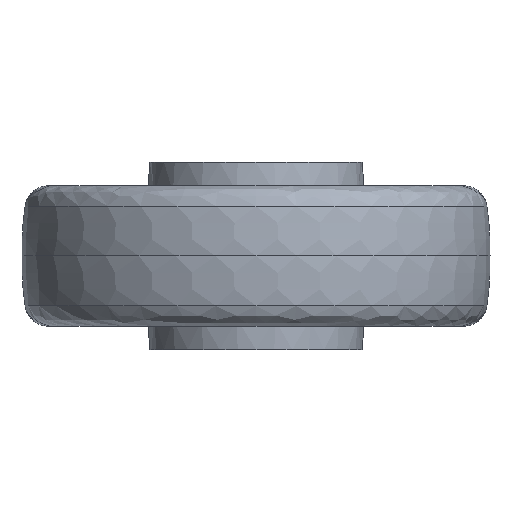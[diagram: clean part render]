
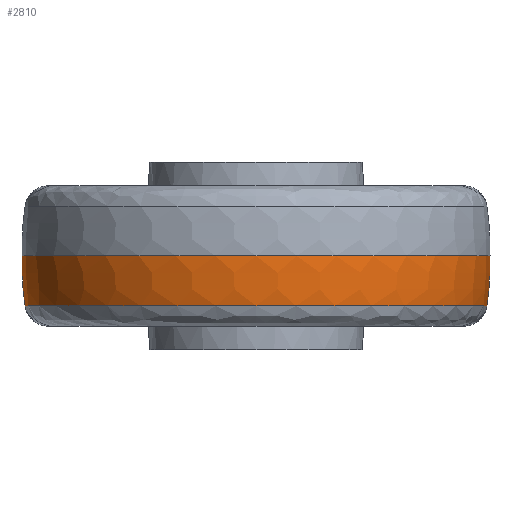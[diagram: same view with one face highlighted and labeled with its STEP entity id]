
A CAD part, front view. The second image highlights one B-rep face of the part: STEP entity #2810.
In plain terms, the highlighted toroidal (fillet/blend) face has major radius 24.98 mm and minor radius 100 mm.
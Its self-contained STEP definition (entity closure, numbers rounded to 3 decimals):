
#80 = AXIS2_PLACEMENT_3D ( 'NONE', #4166, #3817, #3754 ) ;
#133 = CIRCLE ( 'NONE', #1840, 75. ) ;
#292 = DIRECTION ( 'NONE',  ( 0., 0., 1. ) ) ;
#391 = CIRCLE ( 'NONE', #762, 100. ) ;
#438 = CARTESIAN_POINT ( 'NONE',  ( 75., 0., 0. ) ) ;
#545 = AXIS2_PLACEMENT_3D ( 'NONE', #1370, #1667, #1692 ) ;
#642 = CARTESIAN_POINT ( 'NONE',  ( 0., 0., 0. ) ) ;
#690 = CIRCLE ( 'NONE', #545, 74.038 ) ;
#712 = EDGE_CURVE ( 'NONE', #1015, #3621, #690, .T. ) ;
#762 = AXIS2_PLACEMENT_3D ( 'NONE', #2197, #2609, #1191 ) ;
#811 = AXIS2_PLACEMENT_3D ( 'NONE', #1726, #3178, #4611 ) ;
#1015 = VERTEX_POINT ( 'NONE', #2758 ) ;
#1191 = DIRECTION ( 'NONE',  ( 0., 0., -1. ) ) ;
#1198 = EDGE_CURVE ( 'NONE', #3621, #1905, #391, .T. ) ;
#1269 = CARTESIAN_POINT ( 'NONE',  ( -75., 0., 0. ) ) ;
#1281 = EDGE_LOOP ( 'NONE', ( #1665, #2367, #3864, #3464 ) ) ;
#1314 = CIRCLE ( 'NONE', #811, 100. ) ;
#1370 = CARTESIAN_POINT ( 'NONE',  ( 0., 0., -16.007 ) ) ;
#1493 = TOROIDAL_SURFACE ( 'NONE', #80, -24.98, 100. ) ;
#1665 = ORIENTED_EDGE ( 'NONE', *, *, #4241, .F. ) ;
#1667 = DIRECTION ( 'NONE',  ( 0., 0., 1. ) ) ;
#1692 = DIRECTION ( 'NONE',  ( 1., 0., 0. ) ) ;
#1726 = CARTESIAN_POINT ( 'NONE',  ( 24.98, 0., -2.024 ) ) ;
#1840 = AXIS2_PLACEMENT_3D ( 'NONE', #642, #292, #3111 ) ;
#1905 = VERTEX_POINT ( 'NONE', #438 ) ;
#2197 = CARTESIAN_POINT ( 'NONE',  ( -24.98, 0., -2.024 ) ) ;
#2367 = ORIENTED_EDGE ( 'NONE', *, *, #712, .T. ) ;
#2417 = CARTESIAN_POINT ( 'NONE',  ( 74.038, 0., -16.007 ) ) ;
#2609 = DIRECTION ( 'NONE',  ( 0., -1., 0. ) ) ;
#2758 = CARTESIAN_POINT ( 'NONE',  ( -74.038, 0., -16.007 ) ) ;
#2810 = ADVANCED_FACE ( 'NONE', ( #3684 ), #1493, .T. ) ;
#3111 = DIRECTION ( 'NONE',  ( 1., 0., 0. ) ) ;
#3178 = DIRECTION ( 'NONE',  ( 0., 1., 0. ) ) ;
#3464 = ORIENTED_EDGE ( 'NONE', *, *, #4155, .F. ) ;
#3621 = VERTEX_POINT ( 'NONE', #2417 ) ;
#3684 = FACE_OUTER_BOUND ( 'NONE', #1281, .T. ) ;
#3754 = DIRECTION ( 'NONE',  ( 1., 0., 0. ) ) ;
#3817 = DIRECTION ( 'NONE',  ( 0., 0., 1. ) ) ;
#3828 = VERTEX_POINT ( 'NONE', #1269 ) ;
#3864 = ORIENTED_EDGE ( 'NONE', *, *, #1198, .T. ) ;
#4155 = EDGE_CURVE ( 'NONE', #3828, #1905, #133, .T. ) ;
#4166 = CARTESIAN_POINT ( 'NONE',  ( 0., 0., -2.024 ) ) ;
#4241 = EDGE_CURVE ( 'NONE', #1015, #3828, #1314, .T. ) ;
#4611 = DIRECTION ( 'NONE',  ( -1., 0., 0. ) ) ;
